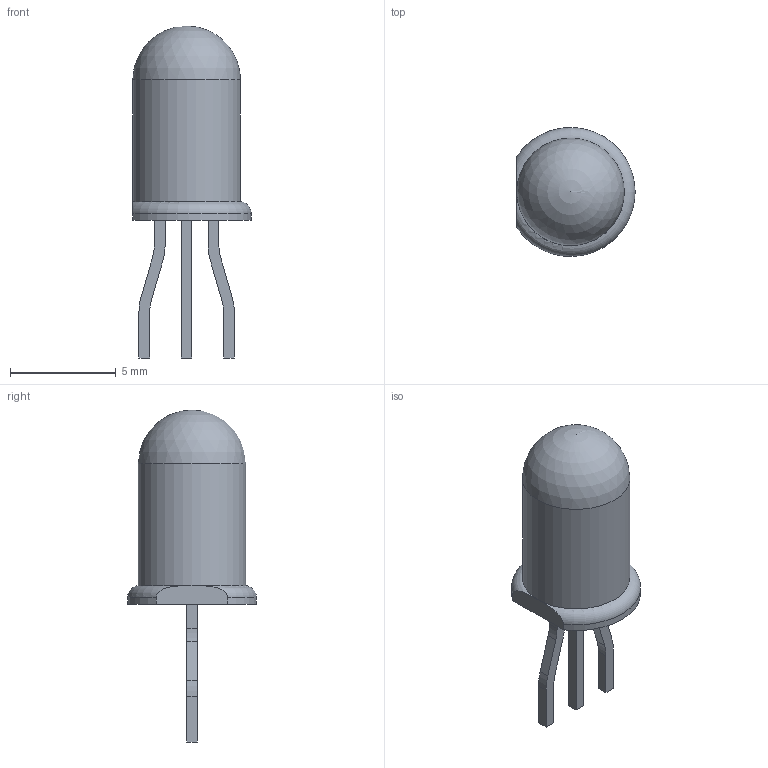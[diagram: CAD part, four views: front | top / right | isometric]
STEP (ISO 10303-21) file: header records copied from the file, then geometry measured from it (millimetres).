
FILE_DESCRIPTION(('STEP AP214'), '1');
FILE_NAME('HLMP-4000', '', ('UNSPECIFIED'), ('UNSPECIFIED'), 'ASCON STEP Converter 1.6', 'ASCON Math Kernel', '');
FILE_SCHEMA(('AUTOMOTIVE_DESIGN { 1 0 10303 214 3 1 1}'));
Length unit declared in the file: millimetre
Bounding box: 5.59 x 6.1 x 15.69 mm (x, y, z)
Volume: 180.1 mm3; surface area: 221.1 mm2
Topology: 1 solids, 1 shells, 37 faces, 97 edges, 64 vertices
Faces by surface type: plane 25, cylinder 10, torus 1, sphere 1
Full cylindrical faces by diameter (mm): 5.08 x1
Entity records: 1533 total; most frequent: CARTESIAN_POINT 275, DIRECTION 189, ORIENTED_EDGE 188, EDGE_CURVE 94, LINE 71, VECTOR 71, VERTEX_POINT 63, AXIS2_PLACEMENT_3D 59
